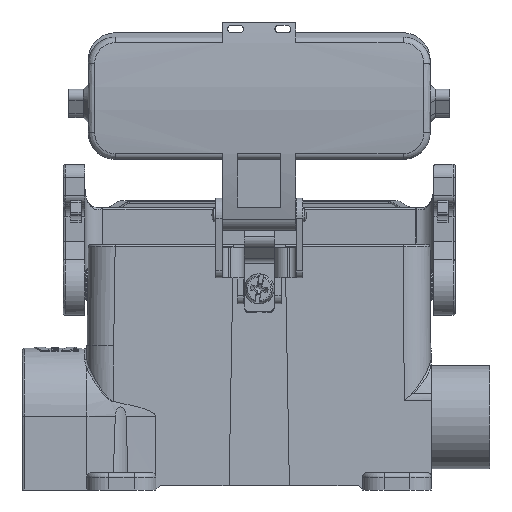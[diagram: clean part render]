
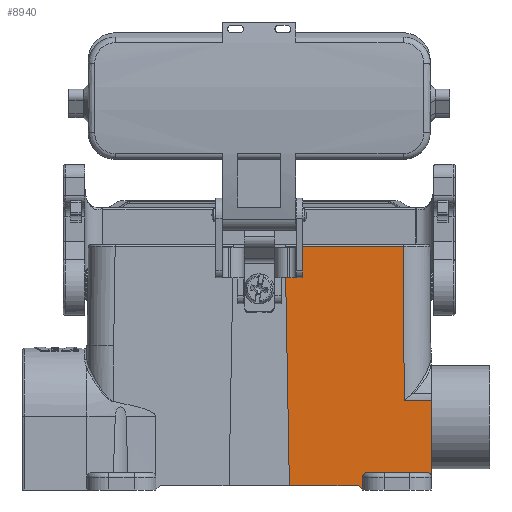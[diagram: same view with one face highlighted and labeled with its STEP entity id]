
A CAD part, front view. The second image highlights one B-rep face of the part: STEP entity #8940.
In plain terms, the highlighted planar face has unit normal (0, -1, 0.007).
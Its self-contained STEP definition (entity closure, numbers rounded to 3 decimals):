
#101=ELLIPSE('',#22203,1.,1.);
#102=ELLIPSE('',#22204,1.,1.);
#5108=PLANE('',#22205);
#5864=LINE('',#32982,#7011);
#5962=LINE('',#33845,#7109);
#6009=LINE('',#34186,#7156);
#6010=LINE('',#34188,#7157);
#6011=LINE('',#34190,#7158);
#6012=LINE('',#34192,#7159);
#6013=LINE('',#34194,#7160);
#6014=LINE('',#34196,#7161);
#6015=LINE('',#34199,#7162);
#7011=VECTOR('',#24664,1.);
#7109=VECTOR('',#24886,1.);
#7156=VECTOR('',#25013,1.);
#7157=VECTOR('',#25014,1.);
#7158=VECTOR('',#25015,1.);
#7159=VECTOR('',#25016,1.);
#7160=VECTOR('',#25017,1.);
#7161=VECTOR('',#25018,1.);
#7162=VECTOR('',#25021,1.);
#8049=FACE_OUTER_BOUND('',#10431,.T.);
#8940=ADVANCED_FACE('',(#8049),#5108,.T.);
#10431=EDGE_LOOP('',(#13579,#13580,#13581,#13582,#13583,#13584,#13585,#13586,
#13587,#13588,#13589));
#13579=ORIENTED_EDGE('',*,*,#18427,.F.);
#13580=ORIENTED_EDGE('',*,*,#18707,.T.);
#13581=ORIENTED_EDGE('',*,*,#18708,.T.);
#13582=ORIENTED_EDGE('',*,*,#18709,.T.);
#13583=ORIENTED_EDGE('',*,*,#18710,.F.);
#13584=ORIENTED_EDGE('',*,*,#18711,.T.);
#13585=ORIENTED_EDGE('',*,*,#18712,.T.);
#13586=ORIENTED_EDGE('',*,*,#18612,.F.);
#13587=ORIENTED_EDGE('',*,*,#18713,.T.);
#13588=ORIENTED_EDGE('',*,*,#18714,.T.);
#13589=ORIENTED_EDGE('',*,*,#18715,.T.);
#16464=VERTEX_POINT('',#32981);
#16465=VERTEX_POINT('',#32983);
#16635=VERTEX_POINT('',#33844);
#16636=VERTEX_POINT('',#33846);
#16716=VERTEX_POINT('',#34187);
#16717=VERTEX_POINT('',#34189);
#16718=VERTEX_POINT('',#34191);
#16719=VERTEX_POINT('',#34193);
#16720=VERTEX_POINT('',#34195);
#16721=VERTEX_POINT('',#34198);
#16722=VERTEX_POINT('',#34200);
#18427=EDGE_CURVE('',#16464,#16465,#5864,.T.);
#18612=EDGE_CURVE('',#16635,#16636,#5962,.T.);
#18707=EDGE_CURVE('',#16464,#16716,#6009,.T.);
#18708=EDGE_CURVE('',#16716,#16717,#6010,.T.);
#18709=EDGE_CURVE('',#16717,#16718,#6011,.T.);
#18710=EDGE_CURVE('',#16719,#16718,#6012,.T.);
#18711=EDGE_CURVE('',#16719,#16720,#6013,.T.);
#18712=EDGE_CURVE('',#16720,#16636,#6014,.T.);
#18713=EDGE_CURVE('',#16635,#16721,#101,.T.);
#18714=EDGE_CURVE('',#16721,#16722,#6015,.T.);
#18715=EDGE_CURVE('',#16722,#16465,#102,.T.);
#22203=AXIS2_PLACEMENT_3D('',#34197,#25019,#25020);
#22204=AXIS2_PLACEMENT_3D('',#34201,#25022,#25023);
#22205=AXIS2_PLACEMENT_3D('',#34202,#25024,#25025);
#24664=DIRECTION('',(0.,-0.007,-1.));
#24886=DIRECTION('',(0.,-0.007,-1.));
#25013=DIRECTION('',(-1.,0.,0.));
#25014=DIRECTION('',(-0.006,0.007,1.));
#25015=DIRECTION('',(-1.,0.,0.));
#25016=DIRECTION('',(-0.018,0.007,1.));
#25017=DIRECTION('',(1.,0.,0.));
#25018=DIRECTION('',(0.707,-0.005,-0.707));
#25019=DIRECTION('',(0.,1.,-0.007));
#25020=DIRECTION('',(0.,0.007,1.));
#25021=DIRECTION('',(1.,0.,0.));
#25022=DIRECTION('',(0.,1.,-0.007));
#25023=DIRECTION('',(0.,0.007,1.));
#25024=DIRECTION('',(0.,-1.,0.007));
#25025=DIRECTION('',(0.,-0.007,-1.));
#32981=CARTESIAN_POINT('',(40.,-15.33,-27.134));
#32982=CARTESIAN_POINT('',(40.,-15.324,-26.349));
#32983=CARTESIAN_POINT('',(40.,-15.454,-44.85));
#33844=CARTESIAN_POINT('',(24.,-15.454,-44.85));
#33845=CARTESIAN_POINT('',(24.,-15.475,-47.85));
#33846=CARTESIAN_POINT('',(24.,-15.475,-47.85));
#34186=CARTESIAN_POINT('',(40.,-15.33,-27.134));
#34187=CARTESIAN_POINT('',(33.673,-15.33,-27.134));
#34188=CARTESIAN_POINT('',(33.45,-15.075,9.112));
#34189=CARTESIAN_POINT('',(33.453,-15.078,8.654));
#34190=CARTESIAN_POINT('',(6.,-15.078,8.654));
#34191=CARTESIAN_POINT('',(6.009,-15.078,8.654));
#34192=CARTESIAN_POINT('',(7.028,-15.479,-48.439));
#34193=CARTESIAN_POINT('',(7.,-15.468,-46.85));
#34194=CARTESIAN_POINT('',(40.,-15.468,-46.85));
#34195=CARTESIAN_POINT('',(23.,-15.468,-46.85));
#34196=CARTESIAN_POINT('',(22.907,-15.467,-46.757));
#34197=CARTESIAN_POINT('',(25.,-15.454,-44.85));
#34198=CARTESIAN_POINT('',(24.473,-15.448,-44.));
#34199=CARTESIAN_POINT('',(40.,-15.448,-44.));
#34200=CARTESIAN_POINT('',(39.527,-15.448,-44.));
#34201=CARTESIAN_POINT('',(39.,-15.454,-44.85));
#34202=CARTESIAN_POINT('',(40.,-15.475,-47.85));
